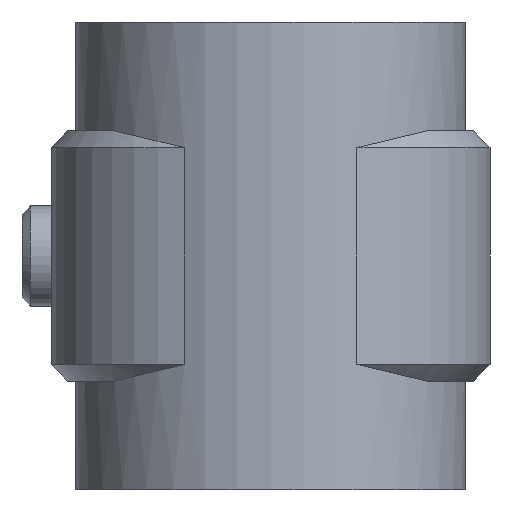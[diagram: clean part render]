
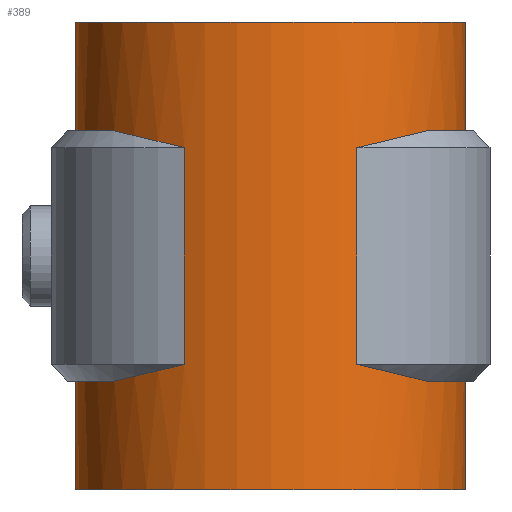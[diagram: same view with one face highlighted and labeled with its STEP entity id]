
A CAD part, front view. The second image highlights one B-rep face of the part: STEP entity #389.
In plain terms, the highlighted cylindrical face has radius 11.685 mm (diameter 23.37 mm), a partial arc.
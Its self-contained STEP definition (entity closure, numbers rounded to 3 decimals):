
#389 = ADVANCED_FACE( '', ( #667 ), #668, .T. );
#667 = FACE_OUTER_BOUND( '', #1365, .T. );
#668 = CYLINDRICAL_SURFACE( '', #1366, 11.685 );
#1365 = EDGE_LOOP( '', ( #3310, #3311, #3312, #3313, #3314, #3315, #3316, #3317, #3318, #3319, #3320, #3321, #3322, #3323, #3324, #3325 ) );
#1366 = AXIS2_PLACEMENT_3D( '', #3326, #3327, #3328 );
#3310 = ORIENTED_EDGE( '', *, *, #4626, .T. );
#3311 = ORIENTED_EDGE( '', *, *, #4627, .T. );
#3312 = ORIENTED_EDGE( '', *, *, #4621, .T. );
#3313 = ORIENTED_EDGE( '', *, *, #4628, .F. );
#3314 = ORIENTED_EDGE( '', *, *, #4629, .T. );
#3315 = ORIENTED_EDGE( '', *, *, #4630, .F. );
#3316 = ORIENTED_EDGE( '', *, *, #4631, .T. );
#3317 = ORIENTED_EDGE( '', *, *, #4632, .F. );
#3318 = ORIENTED_EDGE( '', *, *, #4633, .F. );
#3319 = ORIENTED_EDGE( '', *, *, #4634, .F. );
#3320 = ORIENTED_EDGE( '', *, *, #4635, .T. );
#3321 = ORIENTED_EDGE( '', *, *, #4636, .F. );
#3322 = ORIENTED_EDGE( '', *, *, #4637, .T. );
#3323 = ORIENTED_EDGE( '', *, *, #4638, .T. );
#3324 = ORIENTED_EDGE( '', *, *, #4639, .F. );
#3325 = ORIENTED_EDGE( '', *, *, #4640, .T. );
#3326 = CARTESIAN_POINT( '', ( 0., 0., -26.5 ) );
#3327 = DIRECTION( '', ( 0., 0., -1. ) );
#3328 = DIRECTION( '', ( 0., 1., 0. ) );
#4621 = EDGE_CURVE( '', #5302, #5300, #5303, .T. );
#4626 = EDGE_CURVE( '', #5310, #5311, #5312, .T. );
#4627 = EDGE_CURVE( '', #5311, #5302, #5313, .F. );
#4628 = EDGE_CURVE( '', #5314, #5300, #5315, .F. );
#4629 = EDGE_CURVE( '', #5314, #5316, #5317, .T. );
#4630 = EDGE_CURVE( '', #5318, #5316, #5319, .F. );
#4631 = EDGE_CURVE( '', #5318, #5320, #5321, .T. );
#4632 = EDGE_CURVE( '', #5322, #5320, #5323, .T. );
#4633 = EDGE_CURVE( '', #5324, #5322, #5325, .T. );
#4634 = EDGE_CURVE( '', #5326, #5324, #5327, .F. );
#4635 = EDGE_CURVE( '', #5326, #5328, #5329, .T. );
#4636 = EDGE_CURVE( '', #5330, #5328, #5331, .T. );
#4637 = EDGE_CURVE( '', #5330, #5332, #5333, .T. );
#4638 = EDGE_CURVE( '', #5332, #5334, #5335, .F. );
#4639 = EDGE_CURVE( '', #5336, #5334, #5337, .T. );
#4640 = EDGE_CURVE( '', #5336, #5310, #5338, .T. );
#5300 = VERTEX_POINT( '', #7237 );
#5302 = VERTEX_POINT( '', #7239 );
#5303 = B_SPLINE_CURVE_WITH_KNOTS( '', 3, ( #7240, #7241, #7242, #7243, #7244, #7245, #7246, #7247 ), .UNSPECIFIED., .F., .F., ( 4, 2, 2, 4 ), ( 0., 0.003, 0.004, 0.006 ), .UNSPECIFIED. );
#5310 = VERTEX_POINT( '', #7257 );
#5311 = VERTEX_POINT( '', #7258 );
#5312 = LINE( '', #7259, #7260 );
#5313 = CIRCLE( '', #7261, 11.685 );
#5314 = VERTEX_POINT( '', #7262 );
#5315 = LINE( '', #7263, #7264 );
#5316 = VERTEX_POINT( '', #7265 );
#5317 = B_SPLINE_CURVE_WITH_KNOTS( '', 3, ( #7266, #7267, #7268, #7269, #7270, #7271, #7272, #7273 ), .UNSPECIFIED., .F., .F., ( 4, 2, 2, 4 ), ( 0., 0.003, 0.004, 0.006 ), .UNSPECIFIED. );
#5318 = VERTEX_POINT( '', #7274 );
#5319 = CIRCLE( '', #7275, 11.685 );
#5320 = VERTEX_POINT( '', #7276 );
#5321 = LINE( '', #7277, #7278 );
#5322 = VERTEX_POINT( '', #7279 );
#5323 = CIRCLE( '', #7280, 11.685 );
#5324 = VERTEX_POINT( '', #7281 );
#5325 = LINE( '', #7282, #7283 );
#5326 = VERTEX_POINT( '', #7284 );
#5327 = CIRCLE( '', #7285, 11.685 );
#5328 = VERTEX_POINT( '', #7286 );
#5329 = B_SPLINE_CURVE_WITH_KNOTS( '', 3, ( #7287, #7288, #7289, #7290, #7291, #7292, #7293, #7294 ), .UNSPECIFIED., .F., .F., ( 4, 2, 2, 4 ), ( 0., 0.003, 0.004, 0.006 ), .UNSPECIFIED. );
#5330 = VERTEX_POINT( '', #7295 );
#5331 = LINE( '', #7296, #7297 );
#5332 = VERTEX_POINT( '', #7298 );
#5333 = B_SPLINE_CURVE_WITH_KNOTS( '', 3, ( #7299, #7300, #7301, #7302, #7303, #7304, #7305, #7306 ), .UNSPECIFIED., .F., .F., ( 4, 2, 2, 4 ), ( 0., 0.003, 0.004, 0.006 ), .UNSPECIFIED. );
#5334 = VERTEX_POINT( '', #7307 );
#5335 = CIRCLE( '', #7308, 11.685 );
#5336 = VERTEX_POINT( '', #7309 );
#5337 = LINE( '', #7310, #7311 );
#5338 = CIRCLE( '', #7312, 11.685 );
#7237 = CARTESIAN_POINT( '', ( 5.174, -10.477, -19. ) );
#7239 = CARTESIAN_POINT( '', ( 9.364, -6.99, -20. ) );
#7240 = CARTESIAN_POINT( '', ( 9.364, -6.99, -20. ) );
#7241 = CARTESIAN_POINT( '', ( 8.808, -7.735, -19.866 ) );
#7242 = CARTESIAN_POINT( '', ( 8.177, -8.397, -19.714 ) );
#7243 = CARTESIAN_POINT( '', ( 7.126, -9.272, -19.461 ) );
#7244 = CARTESIAN_POINT( '', ( 6.756, -9.545, -19.373 ) );
#7245 = CARTESIAN_POINT( '', ( 5.985, -10.047, -19.19 ) );
#7246 = CARTESIAN_POINT( '', ( 5.586, -10.274, -19.096 ) );
#7247 = CARTESIAN_POINT( '', ( 5.174, -10.477, -19. ) );
#7257 = CARTESIAN_POINT( '', ( 6.1, 9.966, -26.5 ) );
#7258 = CARTESIAN_POINT( '', ( 6.1, 9.966, -20. ) );
#7259 = CARTESIAN_POINT( '', ( 6.1, 9.966, -26.5 ) );
#7260 = VECTOR( '', #8528, 1000. );
#7261 = AXIS2_PLACEMENT_3D( '', #8529, #8530, #8531 );
#7262 = CARTESIAN_POINT( '', ( 5.174, -10.477, -6. ) );
#7263 = CARTESIAN_POINT( '', ( 5.174, -10.477, -12.5 ) );
#7264 = VECTOR( '', #8532, 1000. );
#7265 = CARTESIAN_POINT( '', ( 9.364, -6.99, -5. ) );
#7266 = CARTESIAN_POINT( '', ( 5.174, -10.477, -6. ) );
#7267 = CARTESIAN_POINT( '', ( 5.998, -10.07, -5.807 ) );
#7268 = CARTESIAN_POINT( '', ( 6.76, -9.575, -5.626 ) );
#7269 = CARTESIAN_POINT( '', ( 7.813, -8.701, -5.374 ) );
#7270 = CARTESIAN_POINT( '', ( 8.149, -8.387, -5.293 ) );
#7271 = CARTESIAN_POINT( '', ( 8.787, -7.716, -5.139 ) );
#7272 = CARTESIAN_POINT( '', ( 9.086, -7.362, -5.067 ) );
#7273 = CARTESIAN_POINT( '', ( 9.364, -6.99, -5. ) );
#7274 = CARTESIAN_POINT( '', ( 6.1, 9.966, -5. ) );
#7275 = AXIS2_PLACEMENT_3D( '', #8533, #8534, #8535 );
#7276 = CARTESIAN_POINT( '', ( 6.1, 9.966, 1.5 ) );
#7277 = CARTESIAN_POINT( '', ( 6.1, 9.966, -26.5 ) );
#7278 = VECTOR( '', #8536, 1000. );
#7279 = CARTESIAN_POINT( '', ( -6.1, 9.966, 1.5 ) );
#7280 = AXIS2_PLACEMENT_3D( '', #8537, #8538, #8539 );
#7281 = CARTESIAN_POINT( '', ( -6.1, 9.966, -5. ) );
#7282 = CARTESIAN_POINT( '', ( -6.1, 9.966, -26.5 ) );
#7283 = VECTOR( '', #8540, 1000. );
#7284 = CARTESIAN_POINT( '', ( -9.364, -6.99, -5. ) );
#7285 = AXIS2_PLACEMENT_3D( '', #8541, #8542, #8543 );
#7286 = CARTESIAN_POINT( '', ( -5.174, -10.477, -6. ) );
#7287 = CARTESIAN_POINT( '', ( -9.364, -6.99, -5. ) );
#7288 = CARTESIAN_POINT( '', ( -8.808, -7.735, -5.134 ) );
#7289 = CARTESIAN_POINT( '', ( -8.177, -8.397, -5.286 ) );
#7290 = CARTESIAN_POINT( '', ( -7.126, -9.272, -5.539 ) );
#7291 = CARTESIAN_POINT( '', ( -6.756, -9.545, -5.627 ) );
#7292 = CARTESIAN_POINT( '', ( -5.985, -10.047, -5.81 ) );
#7293 = CARTESIAN_POINT( '', ( -5.586, -10.274, -5.904 ) );
#7294 = CARTESIAN_POINT( '', ( -5.174, -10.477, -6. ) );
#7295 = CARTESIAN_POINT( '', ( -5.174, -10.477, -19. ) );
#7296 = CARTESIAN_POINT( '', ( -5.174, -10.477, -12.5 ) );
#7297 = VECTOR( '', #8544, 1000. );
#7298 = CARTESIAN_POINT( '', ( -9.364, -6.99, -20. ) );
#7299 = CARTESIAN_POINT( '', ( -5.174, -10.477, -19. ) );
#7300 = CARTESIAN_POINT( '', ( -5.998, -10.07, -19.193 ) );
#7301 = CARTESIAN_POINT( '', ( -6.76, -9.575, -19.374 ) );
#7302 = CARTESIAN_POINT( '', ( -7.813, -8.701, -19.626 ) );
#7303 = CARTESIAN_POINT( '', ( -8.149, -8.387, -19.707 ) );
#7304 = CARTESIAN_POINT( '', ( -8.787, -7.716, -19.861 ) );
#7305 = CARTESIAN_POINT( '', ( -9.086, -7.362, -19.933 ) );
#7306 = CARTESIAN_POINT( '', ( -9.364, -6.99, -20. ) );
#7307 = CARTESIAN_POINT( '', ( -6.1, 9.966, -20. ) );
#7308 = AXIS2_PLACEMENT_3D( '', #8545, #8546, #8547 );
#7309 = CARTESIAN_POINT( '', ( -6.1, 9.966, -26.5 ) );
#7310 = CARTESIAN_POINT( '', ( -6.1, 9.966, -26.5 ) );
#7311 = VECTOR( '', #8548, 1000. );
#7312 = AXIS2_PLACEMENT_3D( '', #8549, #8550, #8551 );
#8528 = DIRECTION( '', ( 0., 0., 1. ) );
#8529 = CARTESIAN_POINT( '', ( 0., 0., -20. ) );
#8530 = DIRECTION( '', ( 0., 0., 1. ) );
#8531 = DIRECTION( '', ( 1., 0., 0. ) );
#8532 = DIRECTION( '', ( 0., 0., 1. ) );
#8533 = CARTESIAN_POINT( '', ( 0., 0., -5. ) );
#8534 = DIRECTION( '', ( 0., 0., 1. ) );
#8535 = DIRECTION( '', ( 1., 0., 0. ) );
#8536 = DIRECTION( '', ( 0., 0., 1. ) );
#8537 = CARTESIAN_POINT( '', ( 0., 0., 1.5 ) );
#8538 = DIRECTION( '', ( 0., 0., 1. ) );
#8539 = DIRECTION( '', ( 1., 0., 0. ) );
#8540 = DIRECTION( '', ( 0., 0., 1. ) );
#8541 = CARTESIAN_POINT( '', ( 0., 0., -5. ) );
#8542 = DIRECTION( '', ( 0., 0., 1. ) );
#8543 = DIRECTION( '', ( 1., 0., 0. ) );
#8544 = DIRECTION( '', ( 0., 0., 1. ) );
#8545 = CARTESIAN_POINT( '', ( 0., 0., -20. ) );
#8546 = DIRECTION( '', ( 0., 0., 1. ) );
#8547 = DIRECTION( '', ( 1., 0., 0. ) );
#8548 = DIRECTION( '', ( 0., 0., 1. ) );
#8549 = CARTESIAN_POINT( '', ( 0., 0., -26.5 ) );
#8550 = DIRECTION( '', ( 0., 0., 1. ) );
#8551 = DIRECTION( '', ( 1., 0., 0. ) );
